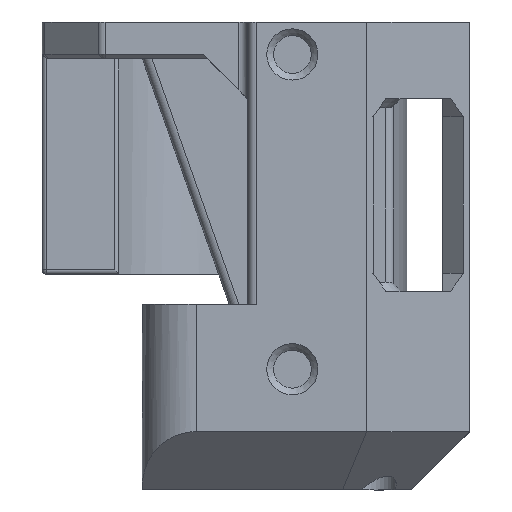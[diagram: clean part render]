
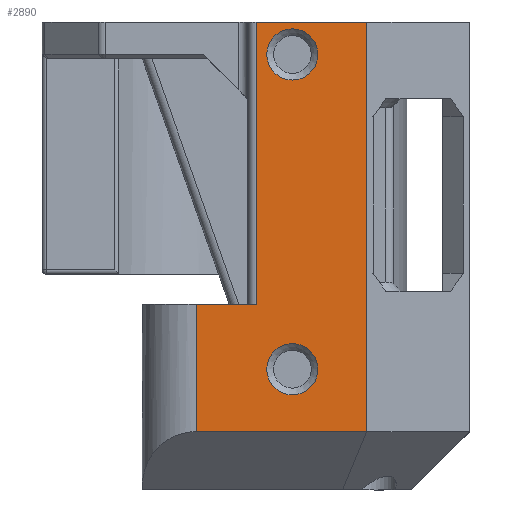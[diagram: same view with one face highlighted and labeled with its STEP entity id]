
A CAD part, left-side view. The second image highlights one B-rep face of the part: STEP entity #2890.
In plain terms, the highlighted planar face has unit normal (-1, 0, 0).
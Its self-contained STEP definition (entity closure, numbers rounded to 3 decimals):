
#35=FACE_BOUND('',#495,.T.);
#36=FACE_BOUND('',#496,.T.);
#87=PLANE('',#3092);
#163=CIRCLE('',#3093,2.85);
#164=CIRCLE('',#3094,2.85);
#332=FACE_OUTER_BOUND('',#494,.T.);
#494=EDGE_LOOP('',(#2101,#2102,#2103,#2104,#2105,#2106));
#495=EDGE_LOOP('',(#2107));
#496=EDGE_LOOP('',(#2108));
#756=LINE('',#4502,#1013);
#757=LINE('',#4504,#1014);
#758=LINE('',#4506,#1015);
#759=LINE('',#4508,#1016);
#760=LINE('',#4510,#1017);
#761=LINE('',#4511,#1018);
#1013=VECTOR('',#3566,1000.);
#1014=VECTOR('',#3567,1000.);
#1015=VECTOR('',#3568,1000.);
#1016=VECTOR('',#3569,1000.);
#1017=VECTOR('',#3570,1000.);
#1018=VECTOR('',#3571,1000.);
#1264=VERTEX_POINT('',#4500);
#1265=VERTEX_POINT('',#4501);
#1266=VERTEX_POINT('',#4503);
#1267=VERTEX_POINT('',#4505);
#1268=VERTEX_POINT('',#4507);
#1269=VERTEX_POINT('',#4509);
#1270=VERTEX_POINT('',#4512);
#1271=VERTEX_POINT('',#4514);
#1582=EDGE_CURVE('',#1264,#1265,#756,.T.);
#1583=EDGE_CURVE('',#1266,#1265,#757,.T.);
#1584=EDGE_CURVE('',#1267,#1266,#758,.T.);
#1585=EDGE_CURVE('',#1267,#1268,#759,.T.);
#1586=EDGE_CURVE('',#1268,#1269,#760,.T.);
#1587=EDGE_CURVE('',#1269,#1264,#761,.T.);
#1588=EDGE_CURVE('',#1270,#1270,#163,.T.);
#1589=EDGE_CURVE('',#1271,#1271,#164,.T.);
#2101=ORIENTED_EDGE('',*,*,#1582,.T.);
#2102=ORIENTED_EDGE('',*,*,#1583,.F.);
#2103=ORIENTED_EDGE('',*,*,#1584,.F.);
#2104=ORIENTED_EDGE('',*,*,#1585,.T.);
#2105=ORIENTED_EDGE('',*,*,#1586,.T.);
#2106=ORIENTED_EDGE('',*,*,#1587,.T.);
#2107=ORIENTED_EDGE('',*,*,#1588,.T.);
#2108=ORIENTED_EDGE('',*,*,#1589,.T.);
#2890=ADVANCED_FACE('',(#332,#35,#36),#87,.F.);
#3092=AXIS2_PLACEMENT_3D('',#4499,#3564,#3565);
#3093=AXIS2_PLACEMENT_3D('',#4513,#3572,#3573);
#3094=AXIS2_PLACEMENT_3D('',#4515,#3574,#3575);
#3564=DIRECTION('center_axis',(1.,0.,0.));
#3565=DIRECTION('ref_axis',(0.,0.,
-1.));
#3566=DIRECTION('',(0.,0.,1.));
#3567=DIRECTION('',(0.,-1.,0.));
#3568=DIRECTION('',(0.,0.,-1.));
#3569=DIRECTION('',(0.,1.,0.));
#3570=DIRECTION('',(0.,0.,-1.));
#3571=DIRECTION('',(0.,-1.,0.));
#3572=DIRECTION('center_axis',(1.,0.,0.));
#3573=DIRECTION('ref_axis',(0.,-1.,0.));
#3574=DIRECTION('center_axis',(1.,0.,0.));
#3575=DIRECTION('ref_axis',(0.,-1.,0.));
#4499=CARTESIAN_POINT('Origin',(-43.759,14.202,3.122));
#4500=CARTESIAN_POINT('',(-43.759,-17.215,-2.814));
#4501=CARTESIAN_POINT('',(-43.759,-17.215,9.472));
#4502=CARTESIAN_POINT('',(-43.759,-17.215,3.122));
#4503=CARTESIAN_POINT('',(-43.759,14.2,9.472));
#4504=CARTESIAN_POINT('',(-43.759,-13.098,9.472));
#4505=CARTESIAN_POINT('',(-43.759,14.2,16.172));
#4506=CARTESIAN_POINT('',(-43.759,14.2,15.822));
#4507=CARTESIAN_POINT('',(-43.759,28.4,16.172));
#4508=CARTESIAN_POINT('',(-43.759,28.4,16.172));
#4509=CARTESIAN_POINT('',(-43.759,28.4,-2.814));
#4510=CARTESIAN_POINT('',(-43.759,28.4,-2.814));
#4511=CARTESIAN_POINT('',(-43.759,69.704,-2.814));
#4512=CARTESIAN_POINT('',(-43.759,-13.6,8.322));
#4513=CARTESIAN_POINT('Origin',(-43.759,-13.6,5.472));
#4514=CARTESIAN_POINT('',(-43.759,21.454,8.322));
#4515=CARTESIAN_POINT('Origin',(-43.759,21.454,5.472));
